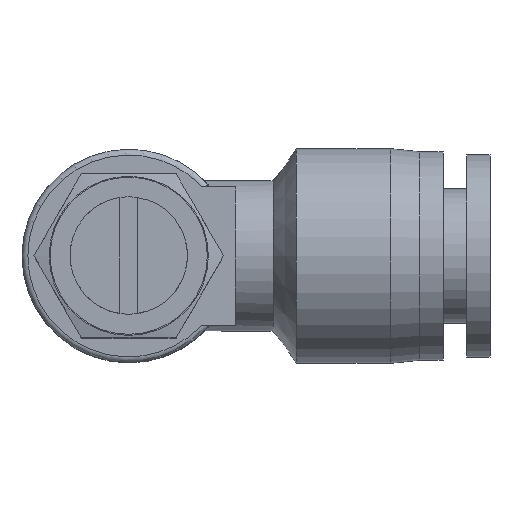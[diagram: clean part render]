
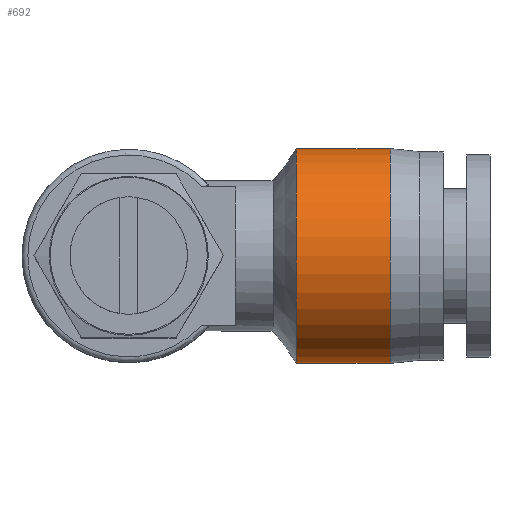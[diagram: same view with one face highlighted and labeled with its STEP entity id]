
A CAD part, top view. The second image highlights one B-rep face of the part: STEP entity #692.
In plain terms, the highlighted cylindrical face has radius 9.15 mm (diameter 18.3 mm), a full revolution.
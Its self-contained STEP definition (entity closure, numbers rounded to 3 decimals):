
#118=FACE_OUTER_BOUND('',#173,.T.);
#173=EDGE_LOOP('',(#625,#626,#627,#628,#629,#630));
#209=LINE('',#1286,#245);
#245=VECTOR('',#990,9.15);
#286=CIRCLE('',#778,9.15);
#287=CIRCLE('',#779,9.15);
#288=CIRCLE('',#781,9.15);
#289=CIRCLE('',#782,9.15);
#348=VERTEX_POINT('',#1279);
#349=VERTEX_POINT('',#1281);
#350=VERTEX_POINT('',#1285);
#351=VERTEX_POINT('',#1287);
#441=EDGE_CURVE('',#348,#349,#286,.T.);
#442=EDGE_CURVE('',#349,#348,#287,.T.);
#443=EDGE_CURVE('',#349,#350,#209,.T.);
#444=EDGE_CURVE('',#351,#350,#288,.T.);
#445=EDGE_CURVE('',#350,#351,#289,.T.);
#625=ORIENTED_EDGE('',*,*,#442,.F.);
#626=ORIENTED_EDGE('',*,*,#443,.T.);
#627=ORIENTED_EDGE('',*,*,#444,.F.);
#628=ORIENTED_EDGE('',*,*,#445,.F.);
#629=ORIENTED_EDGE('',*,*,#443,.F.);
#630=ORIENTED_EDGE('',*,*,#441,.F.);
#648=CYLINDRICAL_SURFACE('',#780,9.15);
#692=ADVANCED_FACE('',(#118),#648,.T.);
#778=AXIS2_PLACEMENT_3D('',#1282,#984,#985);
#779=AXIS2_PLACEMENT_3D('',#1283,#986,#987);
#780=AXIS2_PLACEMENT_3D('',#1284,#988,#989);
#781=AXIS2_PLACEMENT_3D('',#1288,#991,#992);
#782=AXIS2_PLACEMENT_3D('',#1289,#993,#994);
#984=DIRECTION('center_axis',(-1.,0.,0.));
#985=DIRECTION('ref_axis',(0.,-1.,0.));
#986=DIRECTION('center_axis',(-1.,0.,0.));
#987=DIRECTION('ref_axis',(0.,-1.,0.));
#988=DIRECTION('center_axis',(-1.,0.,0.));
#989=DIRECTION('ref_axis',(0.,1.,0.));
#990=DIRECTION('',(1.,0.,0.));
#991=DIRECTION('center_axis',(1.,0.,0.));
#992=DIRECTION('ref_axis',(0.,0.,1.));
#993=DIRECTION('center_axis',(1.,0.,0.));
#994=DIRECTION('ref_axis',(0.,0.,1.));
#1279=CARTESIAN_POINT('',(14.3,0.,11.));
#1281=CARTESIAN_POINT('',(14.3,-9.15,20.15));
#1282=CARTESIAN_POINT('Origin',(14.3,0.,20.15));
#1283=CARTESIAN_POINT('Origin',(14.3,0.,20.15));
#1284=CARTESIAN_POINT('Origin',(22.3,0.,20.15));
#1285=CARTESIAN_POINT('',(22.3,-9.15,20.15));
#1286=CARTESIAN_POINT('',(22.3,-9.15,20.15));
#1287=CARTESIAN_POINT('',(22.3,0.,11.));
#1288=CARTESIAN_POINT('Origin',(22.3,0.,20.15));
#1289=CARTESIAN_POINT('Origin',(22.3,0.,20.15));
